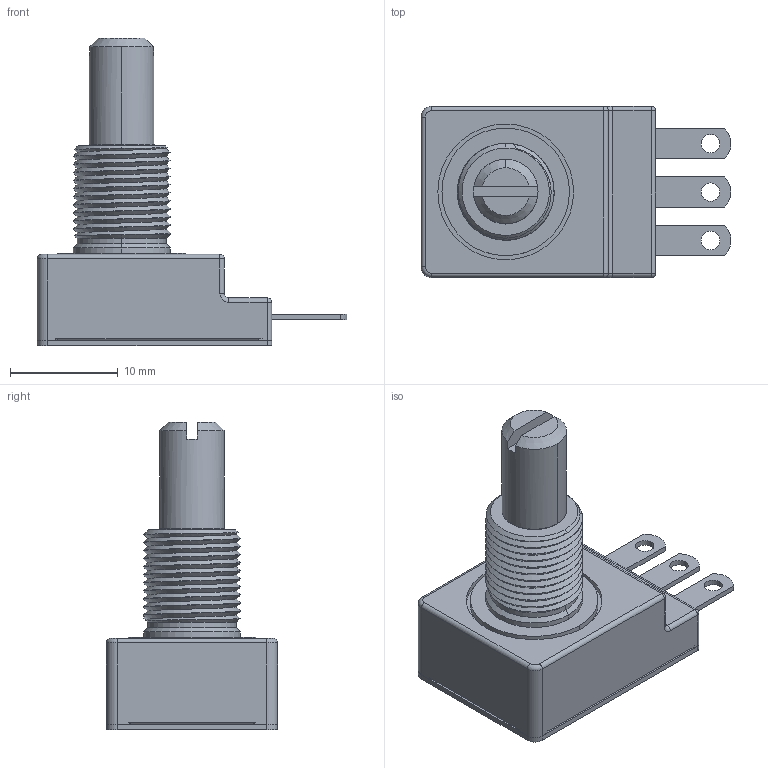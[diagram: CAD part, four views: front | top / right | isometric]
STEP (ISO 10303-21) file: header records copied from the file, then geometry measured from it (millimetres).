
FILE_DESCRIPTION (( 'STEP AP214' ), '1' );
FILE_NAME ('282TCCS104B25B3.STEP', '2019-05-24T08:28:51', ( '' ), ( '' ), 'SwSTEP 2.0', 'SolidWorks 2019', '' );
FILE_SCHEMA (( 'AUTOMOTIVE_DESIGN' ));
Length unit declared in the file: millimetre
Products named in the file (8): 282-95-001 (006 + IT11); 282TCCS104B25B3; 282SMoldedCove_Existing282S SharedwithOEM Construction; 282S no lugs; 282Terminal; 282G-I-2522(8mm-M9-10L-20deg); 282-no lug Housing_ExistingBEI282SMovedToOEM StructureLocationPost; 282S2-DS-12066-FT
Assembly tree (10 placements, depth 3):
  282TCCS104B25B3
    282S no lugs
      282-no lug Housing_ExistingBEI282SMovedToOEM StructureLocationPost
    282G-I-2522(8mm-M9-10L-20deg)
    282S2-DS-12066-FT
    282SMoldedCove_Existing282S SharedwithOEM Construction
    282-95-001 (006 + IT11)
      282Terminal  x4
Bounding box: 28.8 x 15.9 x 28.6 mm (x, y, z)
Volume: 2457.9 mm3; surface area: 4129.5 mm2
Topology: 8 solids, 8 shells, 398 faces, 979 edges, 618 vertices
Faces by surface type: plane 164, cylinder 162, torus 36, cone 30, sphere 4, bspline 2
Entity records: 10987 total; most frequent: CARTESIAN_POINT 3064, DIRECTION 1634, ORIENTED_EDGE 1584, EDGE_CURVE 792, AXIS2_PLACEMENT_3D 587, VERTEX_POINT 504, LINE 460, VECTOR 460
